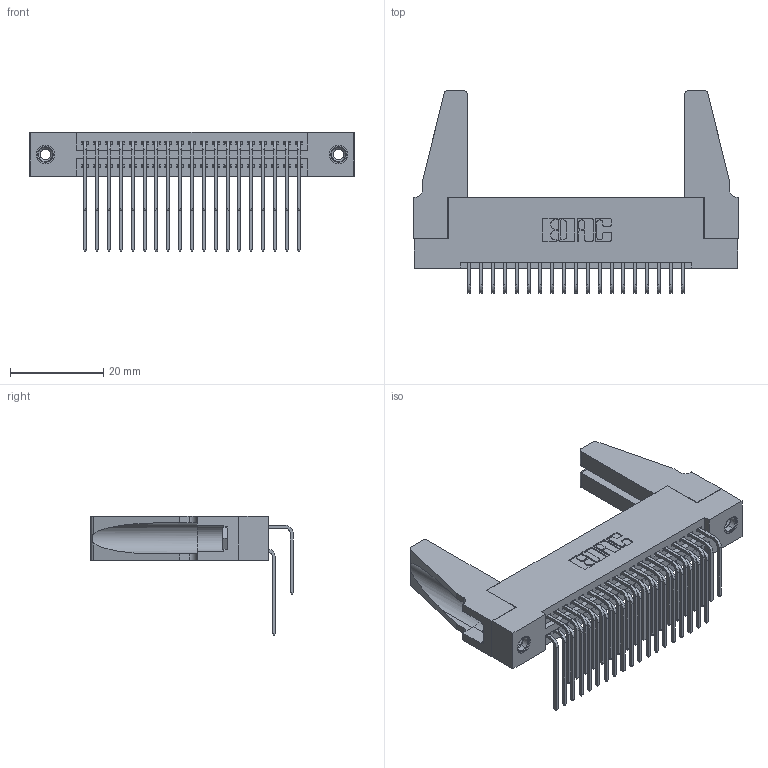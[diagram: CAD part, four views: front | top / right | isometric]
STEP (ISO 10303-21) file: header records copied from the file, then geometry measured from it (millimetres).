
FILE_DESCRIPTION (( 'STEP AP203' ), '1' );
FILE_NAME ('345-038-559-288.STEP', '2019-10-28T16:10:35', ( '' ), ( '' ), 'SwSTEP 2.0', 'SolidWorks 2016', '' );
FILE_SCHEMA (( 'CONFIG_CONTROL_DESIGN' ));
Length unit declared in the file: inch
Products named in the file (6): 345-220-078_345-220-088; 345-038-559-288; 345-292-001_559 Tail - 2; 345-250-001_345-250-001-102; 345-292-001_558 559 Tail - 1; 345 Part_Flush Mounting Lugs - 0.156 Dia-TH
Assembly tree (43 placements, depth 2):
  345-038-559-288
    345 Part_Flush Mounting Lugs - 0.156 Dia-TH
    345-292-001_558 559 Tail - 1  x19
    345-292-001_559 Tail - 2  x19
    345-250-001_345-250-001-102  x2
    345-220-078_345-220-088  x2
Bounding box: 69.49 x 43.42 x 25.53 mm (x, y, z)
Volume: 10008.9 mm3; surface area: 13694.7 mm2
Topology: 43 solids, 43 shells, 2226 faces, 6545 edges, 4302 vertices
Faces by surface type: plane 1482, cylinder 728, cone 12, torus 4
Entity records: 21804 total; most frequent: CARTESIAN_POINT 3717, ORIENTED_EDGE 3560, DIRECTION 3284, EDGE_CURVE 1780, LINE 1490, VECTOR 1490, VERTEX_POINT 1178, AXIS2_PLACEMENT_3D 897
